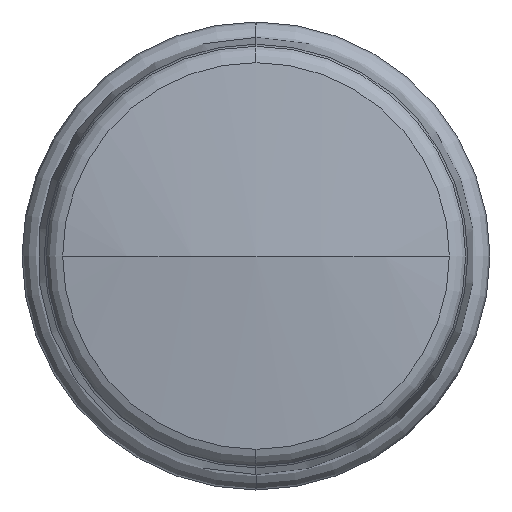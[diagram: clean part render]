
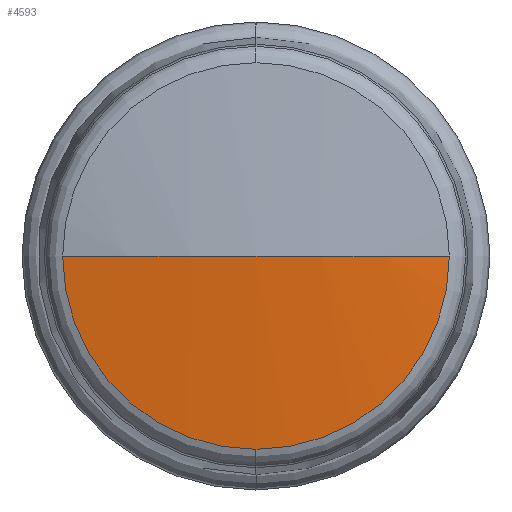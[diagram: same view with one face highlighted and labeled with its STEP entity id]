
A CAD part, left-side view. The second image highlights one B-rep face of the part: STEP entity #4593.
In plain terms, the highlighted spherical face has radius 100 mm.
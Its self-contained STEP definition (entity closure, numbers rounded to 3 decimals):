
#11 = EDGE_CURVE ( 'NONE', #1005, #3367, #666, .T. ) ;
#12 = EDGE_LOOP ( 'NONE', ( #2824, #353, #2420, #3005 ) ) ;
#17 = AXIS2_PLACEMENT_3D ( 'NONE', #236, #3853, #3900 ) ;
#72 = DIRECTION ( 'NONE',  ( 0., 0., 1. ) ) ;
#236 = CARTESIAN_POINT ( 'NONE',  ( 1.516, 0., 0. ) ) ;
#309 = CARTESIAN_POINT ( 'NONE',  ( 1.516, 0., 0. ) ) ;
#353 = ORIENTED_EDGE ( 'NONE', *, *, #1896, .T. ) ;
#486 = CARTESIAN_POINT ( 'NONE',  ( 0., 0., 0. ) ) ;
#666 = CIRCLE ( 'NONE', #17, 17.347 ) ;
#680 = CARTESIAN_POINT ( 'NONE',  ( 1.516, -17.347, 0. ) ) ;
#1005 = VERTEX_POINT ( 'NONE', #4841 ) ;
#1177 = AXIS2_PLACEMENT_3D ( 'NONE', #5061, #3640, #2816 ) ;
#1214 = DIRECTION ( 'NONE',  ( 0., 1., 0. ) ) ;
#1241 = FACE_OUTER_BOUND ( 'NONE', #12, .T. ) ;
#1343 = EDGE_CURVE ( 'NONE', #3711, #4110, #5117, .T. ) ;
#1551 = EDGE_CURVE ( 'NONE', #1005, #4110, #4626, .T. ) ;
#1896 = EDGE_CURVE ( 'NONE', #3367, #3711, #4903, .T. ) ;
#2420 = ORIENTED_EDGE ( 'NONE', *, *, #1343, .T. ) ;
#2816 = DIRECTION ( 'NONE',  ( 0., 1., 0. ) ) ;
#2824 = ORIENTED_EDGE ( 'NONE', *, *, #11, .T. ) ;
#3005 = ORIENTED_EDGE ( 'NONE', *, *, #1551, .F. ) ;
#3013 = DIRECTION ( 'NONE',  ( 0., 0., -1. ) ) ;
#3358 = AXIS2_PLACEMENT_3D ( 'NONE', #309, #4880, #5276 ) ;
#3367 = VERTEX_POINT ( 'NONE', #4782 ) ;
#3640 = DIRECTION ( 'NONE',  ( 0., 0., -1. ) ) ;
#3659 = AXIS2_PLACEMENT_3D ( 'NONE', #5708, #3013, #1214 ) ;
#3699 = DIRECTION ( 'NONE',  ( 1., 0., 0. ) ) ;
#3711 = VERTEX_POINT ( 'NONE', #680 ) ;
#3853 = DIRECTION ( 'NONE',  ( -1., 0., 0. ) ) ;
#3900 = DIRECTION ( 'NONE',  ( 0., 0., -1. ) ) ;
#4110 = VERTEX_POINT ( 'NONE', #486 ) ;
#4567 = SPHERICAL_SURFACE ( 'NONE', #1177, 100. ) ;
#4593 = ADVANCED_FACE ( 'NONE', ( #1241 ), #4567, .T. ) ;
#4626 = CIRCLE ( 'NONE', #4979, 100. ) ;
#4782 = CARTESIAN_POINT ( 'NONE',  ( 1.516, 0., -17.347 ) ) ;
#4841 = CARTESIAN_POINT ( 'NONE',  ( 1.516, 17.347, 0. ) ) ;
#4880 = DIRECTION ( 'NONE',  ( -1., 0., 0. ) ) ;
#4903 = CIRCLE ( 'NONE', #3358, 17.347 ) ;
#4979 = AXIS2_PLACEMENT_3D ( 'NONE', #4999, #72, #3699 ) ;
#4999 = CARTESIAN_POINT ( 'NONE',  ( 100., 0., 0. ) ) ;
#5061 = CARTESIAN_POINT ( 'NONE',  ( 100., 0., 0. ) ) ;
#5117 = CIRCLE ( 'NONE', #3659, 100. ) ;
#5276 = DIRECTION ( 'NONE',  ( 0., 0., -1. ) ) ;
#5708 = CARTESIAN_POINT ( 'NONE',  ( 100., 0., 0. ) ) ;
